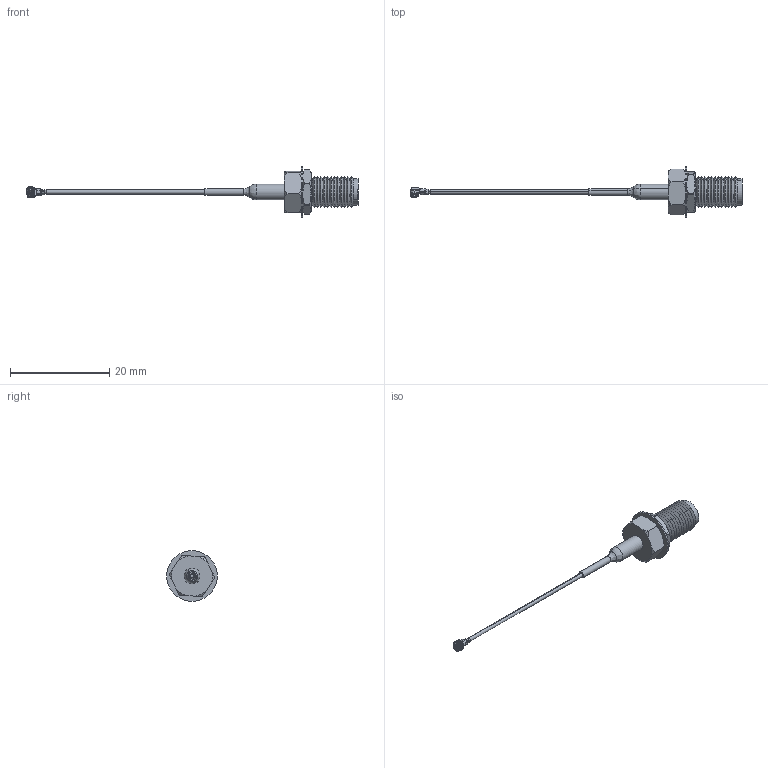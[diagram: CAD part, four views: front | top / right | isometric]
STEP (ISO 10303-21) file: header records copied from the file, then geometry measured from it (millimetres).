
FILE_DESCRIPTION (( 'STEP AP214' ), '1' );
FILE_NAME ('CAB.S01_Web.STEP', '2019-12-27T07:00:10', ( '' ), ( '' ), 'SwSTEP 2.0', 'SolidWorks 2017', '' );
FILE_SCHEMA (( 'AUTOMOTIVE_DESIGN' ));
Length unit declared in the file: millimetre
Products named in the file (13): Heat Shrink Tube; CAB.S01_Web; WASHER; IPEXMHF4; 0.81 Cable; Nut; SMA(F)ST
Assembly tree (6 placements, depth 2):
  Heat Shrink Tube
  CAB.S01_Web
    0.81 Cable
    SMA(F)ST
    IPEXMHF4
    Heat Shrink Tube
    WASHER
    Nut
  IPEXMHF4
  Nut
  WASHER
Bounding box: 66.82 x 10.19 x 10.19 mm (x, y, z)
Volume: 580.2 mm3; surface area: 1217.7 mm2
Topology: 5 solids, 6 shells, 399 faces, 1080 edges, 701 vertices
Faces by surface type: plane 165, cylinder 131, cone 72, bspline 23, torus 8
Full cylindrical faces by diameter (mm): 1.4 x1
Entity records: 16176 total; most frequent: CARTESIAN_POINT 3285, DIRECTION 2142, ORIENTED_EDGE 2140, EDGE_CURVE 1079, AXIS2_PLACEMENT_3D 782, VERTEX_POINT 701, LINE 578, VECTOR 578
